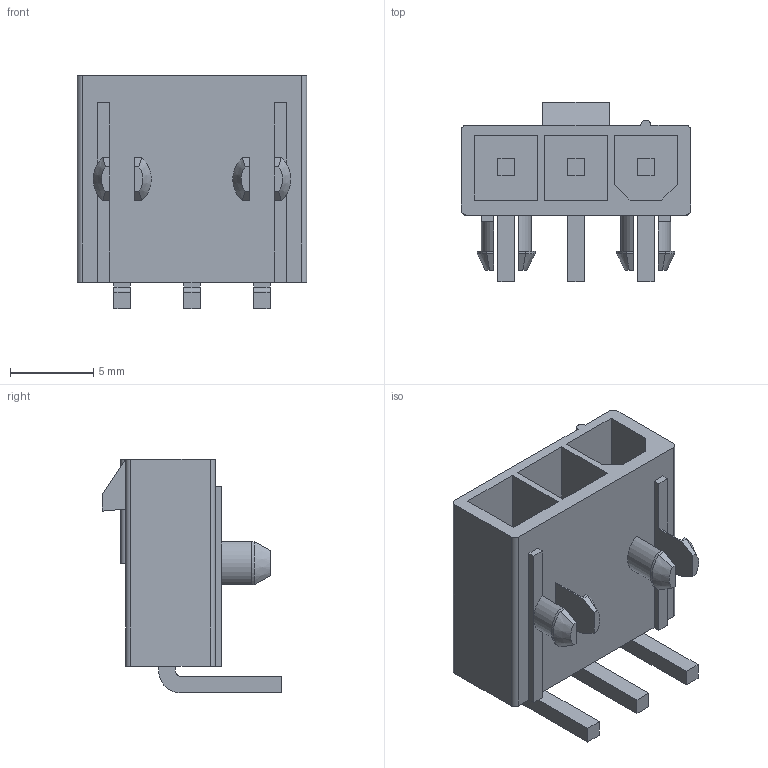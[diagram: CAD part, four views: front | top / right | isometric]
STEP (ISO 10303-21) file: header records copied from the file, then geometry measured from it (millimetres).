
FILE_DESCRIPTION((''),'2;1');
FILE_NAME('039303037','2012-10-16T',('gga'),(''),'PRO/ENGINEER BY PARAMETRIC TECHNOLOGY CORPORATION, 2011490','PRO/ENGINEER BY PARAMETRIC TECHNOLOGY CORPORATION, 2011490','');
FILE_SCHEMA(('CONFIG_CONTROL_DESIGN'));
Length unit declared in the file: millimetre
Products named in the file (1): 039303037
Bounding box: 13.8 x 10.8 x 14.05 mm (x, y, z)
Volume: 598.3 mm3; surface area: 1263.2 mm2
Topology: 1 solids, 1 shells, 124 faces, 325 edges, 216 vertices
Faces by surface type: plane 101, cylinder 19, cone 4
Entity records: 3797 total; most frequent: CARTESIAN_POINT 669, ORIENTED_EDGE 626, DIRECTION 623, EDGE_CURVE 313, VECTOR 263, LINE 263, VERTEX_POINT 202, AXIS2_PLACEMENT_3D 180
